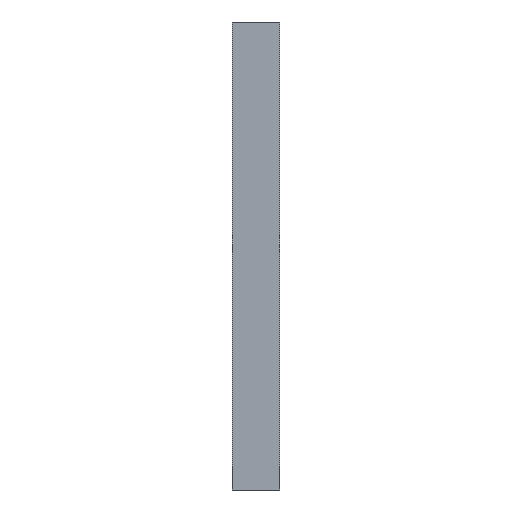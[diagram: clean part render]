
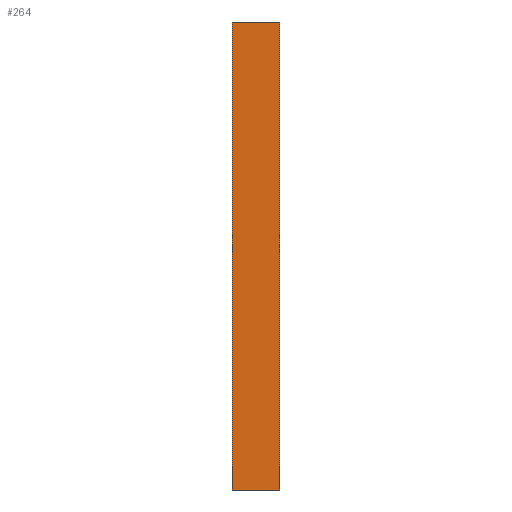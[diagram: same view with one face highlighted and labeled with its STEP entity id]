
A CAD part, left-side view. The second image highlights one B-rep face of the part: STEP entity #264.
In plain terms, the highlighted planar face has unit normal (-1, 0, 0).
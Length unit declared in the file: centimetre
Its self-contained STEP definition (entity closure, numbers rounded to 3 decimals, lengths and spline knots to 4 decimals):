
#18=LINE('',#420,#30);
#19=LINE('',#422,#31);
#20=LINE('',#424,#32);
#21=LINE('',#425,#33);
#30=VECTOR('',#354,1.);
#31=VECTOR('',#355,1.);
#32=VECTOR('',#356,1.);
#33=VECTOR('',#357,1.);
#42=PLANE('',#296);
#80=FACE_OUTER_BOUND('',#102,.T.);
#102=EDGE_LOOP('',(#208,#209,#210,#211));
#156=VERTEX_POINT('',#418);
#157=VERTEX_POINT('',#419);
#158=VERTEX_POINT('',#421);
#159=VERTEX_POINT('',#423);
#180=EDGE_CURVE('',#156,#157,#18,.T.);
#181=EDGE_CURVE('',#156,#158,#19,.T.);
#182=EDGE_CURVE('',#159,#158,#20,.T.);
#183=EDGE_CURVE('',#157,#159,#21,.T.);
#208=ORIENTED_EDGE('',*,*,#180,.F.);
#209=ORIENTED_EDGE('',*,*,#181,.T.);
#210=ORIENTED_EDGE('',*,*,#182,.F.);
#211=ORIENTED_EDGE('',*,*,#183,.F.);
#264=ADVANCED_FACE('',(#80),#42,.T.);
#296=AXIS2_PLACEMENT_3D('',#417,#352,#353);
#352=DIRECTION('center_axis',(-1.,0.,0.));
#353=DIRECTION('ref_axis',(0.,0.,1.));
#354=DIRECTION('',(0.,0.,-1.));
#355=DIRECTION('',(0.,1.,0.));
#356=DIRECTION('',(0.,0.,1.));
#357=DIRECTION('',(0.,1.,0.));
#417=CARTESIAN_POINT('Origin',(0.,0.,-1.5621));
#418=CARTESIAN_POINT('',(0.,0.,0.));
#419=CARTESIAN_POINT('',(0.,0.,-1.5621));
#420=CARTESIAN_POINT('',(0.,0.,0.));
#421=CARTESIAN_POINT('',(0.,0.1588,0.));
#422=CARTESIAN_POINT('',(0.,0.,0.));
#423=CARTESIAN_POINT('',(0.,0.1588,-1.5621));
#424=CARTESIAN_POINT('',(0.,0.1588,0.));
#425=CARTESIAN_POINT('',(0.,0.,-1.5621));
